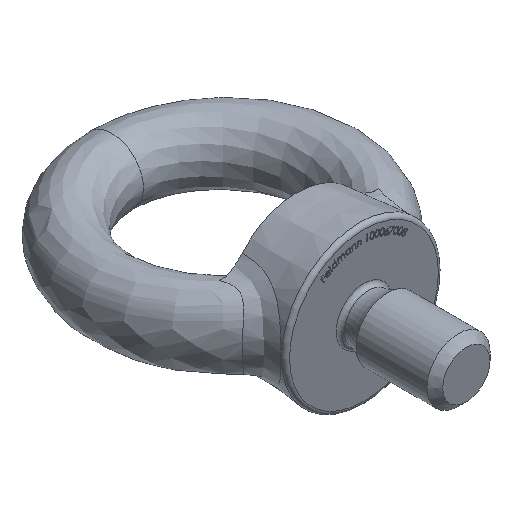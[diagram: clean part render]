
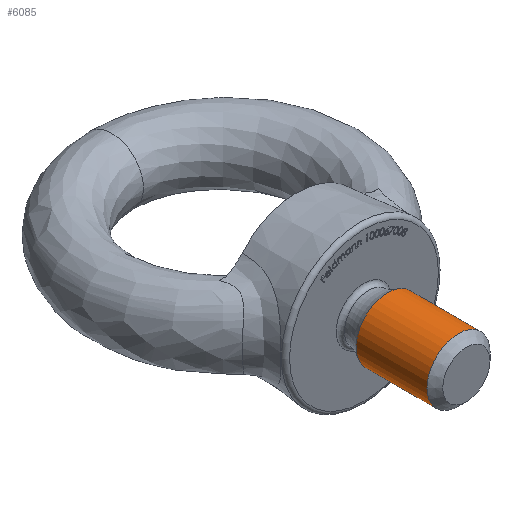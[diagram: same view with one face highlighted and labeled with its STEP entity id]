
A CAD part, isometric view. The second image highlights one B-rep face of the part: STEP entity #6085.
In plain terms, the highlighted cylindrical face has radius 4 mm (diameter 8 mm), a full revolution.
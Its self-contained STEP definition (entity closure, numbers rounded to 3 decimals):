
#532 = EDGE_LOOP ( 'NONE', ( #15560 ) ) ;
#1182 = AXIS2_PLACEMENT_3D ( 'NONE', #13723, #8656, #13614 ) ;
#1649 = CIRCLE ( 'NONE', #1182, 4. ) ;
#2636 = FACE_OUTER_BOUND ( 'NONE', #2902, .T. ) ;
#2717 = AXIS2_PLACEMENT_3D ( 'NONE', #3430, #4673, #8898 ) ;
#2902 = EDGE_LOOP ( 'NONE', ( #15004 ) ) ;
#3017 = FACE_OUTER_BOUND ( 'NONE', #532, .T. ) ;
#3430 = CARTESIAN_POINT ( 'NONE',  ( 0., -13., 0. ) ) ;
#4277 = DIRECTION ( 'NONE',  ( 0., -1., 0. ) ) ;
#4673 = DIRECTION ( 'NONE',  ( 0., 1., 0. ) ) ;
#4956 = CIRCLE ( 'NONE', #5125, 4. ) ;
#5125 = AXIS2_PLACEMENT_3D ( 'NONE', #11411, #4277, #6513 ) ;
#6085 = ADVANCED_FACE ( 'NONE', ( #3017, #2636 ), #11581, .T. ) ;
#6513 = DIRECTION ( 'NONE',  ( 1., 0., 0. ) ) ;
#7257 = EDGE_CURVE ( 'NONE', #15408, #15408, #1649, .T. ) ;
#7815 = EDGE_CURVE ( 'NONE', #14458, #14458, #4956, .T. ) ;
#7930 = CARTESIAN_POINT ( 'NONE',  ( 4., -12., 0. ) ) ;
#8656 = DIRECTION ( 'NONE',  ( 0., 1., 0. ) ) ;
#8898 = DIRECTION ( 'NONE',  ( -1., 0., 0. ) ) ;
#11411 = CARTESIAN_POINT ( 'NONE',  ( 0., -3., 0. ) ) ;
#11581 = CYLINDRICAL_SURFACE ( 'NONE', #2717, 4. ) ;
#13614 = DIRECTION ( 'NONE',  ( 1., 0., 0. ) ) ;
#13723 = CARTESIAN_POINT ( 'NONE',  ( 0., -12., 0. ) ) ;
#14458 = VERTEX_POINT ( 'NONE', #15409 ) ;
#15004 = ORIENTED_EDGE ( 'NONE', *, *, #7815, .T. ) ;
#15408 = VERTEX_POINT ( 'NONE', #7930 ) ;
#15409 = CARTESIAN_POINT ( 'NONE',  ( 4., -3., 0. ) ) ;
#15560 = ORIENTED_EDGE ( 'NONE', *, *, #7257, .T. ) ;
